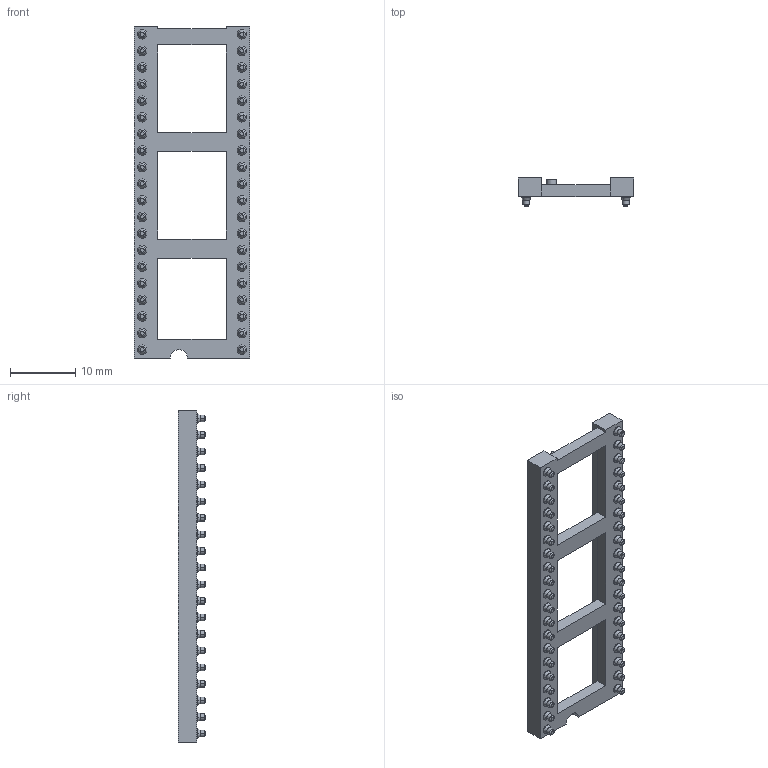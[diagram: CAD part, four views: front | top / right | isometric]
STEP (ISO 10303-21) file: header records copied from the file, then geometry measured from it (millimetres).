
FILE_DESCRIPTION(('STEP AP214'),'1');
FILE_NAME('dil_socket_114-87-640-41-117101.stp','2020-04-09T08:23:24',('TraceParts'),('TraceParts S.A.'),'Spatial InterOp 3D',' ',' ');
FILE_SCHEMA(('AUTOMOTIVE_DESIGN { 1 0 10303 214 1 1 1 1 }'));
Length unit declared in the file: millimetre
Products named in the file (1): dil_socket_114-87-640-41-117101
Bounding box: 17.7 x 4.2 x 50.8 mm (x, y, z)
Volume: 1203.9 mm3; surface area: 2531.8 mm2
Topology: 1 solids, 1 shells, 1717 faces, 3534 edges, 1938 vertices
Faces by surface type: cone 880, cylinder 645, plane 192
Entity records: 57810 total; most frequent: DIRECTION 8740, CARTESIAN_POINT 7110, ORIENTED_EDGE 6908, AXIS2_PLACEMENT_3D 3568, EDGE_CURVE 3454, VERTEX_POINT 1938, EDGE_LOOP 1922, CIRCLE 1850
